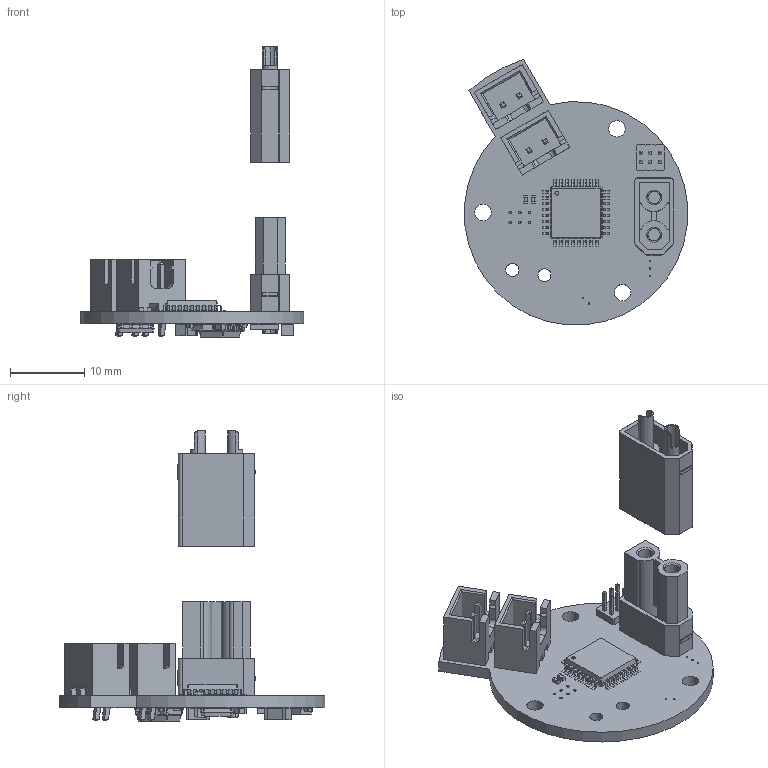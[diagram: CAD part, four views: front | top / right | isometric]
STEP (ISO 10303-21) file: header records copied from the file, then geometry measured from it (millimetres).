
FILE_DESCRIPTION(('KiCad electronic assembly'),'2;1');
FILE_NAME('PowerServo AE 36V 3.6A 30D CAN - CAD.step', '2024-10-13T15:23:46',('Pcbnew'),('Kicad'), 'Open CASCADE STEP processor 7.7','KiCad to STEP converter','Unknown' );
FILE_SCHEMA(('AUTOMOTIVE_DESIGN { 1 0 10303 214 1 1 1 1 }'));
Length unit declared in the file: millimetre
Products named in the file (31): PowerServo AE 36V 3.6A 30D CAN - CAD 1; C_0402_1005Metric; LQFP-32_7x7mm_P0.8mm; LQFP_32_7x7mm_P08mm; JST_XH_B2B-XH-A_1x02_P2.50mm_Vertical; JST_B2B_XH_A; XT30; XT30_Stecker; XT30_Buchse; PinHeader_2x03_P1.27mm_Vertical; PinHeader_2x03_P127mm_Vertical; C_1206_3216Metric; Texas_HTSOP-8-1EP_3.9x4.9mm_P1.27mm_EP2.85x4.9mm_Mask2.4x3.1mm_
ThermalVias; Texas_HTSOP_8_1EP_39x49mm_P127mm_EP285x49mm_Mask24x31mm_ThermalVias; WSON-6-1EP_2x2mm_P0.65mm_EP1x1.6mm; WSON_6_1EP_2x2mm_P065mm_EP1x16mm; SOIC-8_3.9x4.9mm_P1.27mm; SOIC_8_39x49mm_P127mm; QFN-16_MA730_MNP; part; R_0402_1005Metric; C_0603_1608Metric; R_0603_1608Metric; Texas_SIL0010A_MicroSiP-10-1EP_3.8x3mm_P0.6mm_EP0.7x2.9mm; Texas_SIL0010A_MicroSiP_10_1EP_38x3mm_P06mm_EP07x29mm; PowerServo AE 36V 3.6A 30D_PCB
Assembly tree (37 placements, depth 3):
  PowerServo AE 36V 3.6A 30D CAN - CAD 1
    C_0402_1005Metric  x6
      C_0402_1005Metric
    LQFP-32_7x7mm_P0.8mm
      LQFP_32_7x7mm_P08mm
    JST_XH_B2B-XH-A_1x02_P2.50mm_Vertical  x2
      JST_B2B_XH_A
    XT30
      XT30_Stecker
      XT30_Buchse
    PinHeader_2x03_P1.27mm_Vertical
      PinHeader_2x03_P127mm_Vertical
    C_1206_3216Metric  x2
      C_1206_3216Metric
    Texas_HTSOP-8-1EP_3.9x4.9mm_P1.27mm_EP2.85x4.9mm_Mask2.4x3.1mm_
ThermalVias
      Texas_HTSOP_8_1EP_39x49mm_P127mm_EP285x49mm_Mask24x31mm_ThermalVias
    WSON-6-1EP_2x2mm_P0.65mm_EP1x1.6mm
      WSON_6_1EP_2x2mm_P065mm_EP1x16mm
    SOIC-8_3.9x4.9mm_P1.27mm
      SOIC_8_39x49mm_P127mm
    QFN-16_MA730_MNP
      part
    R_0402_1005Metric
      R_0402_1005Metric
    C_0603_1608Metric
      C_0603_1608Metric
    R_0603_1608Metric
      R_0603_1608Metric
    Texas_SIL0010A_MicroSiP-10-1EP_3.8x3mm_P0.6mm_EP0.7x2.9mm
      Texas_SIL0010A_MicroSiP_10_1EP_38x3mm_P06mm_EP07x29mm
    PowerServo AE 36V 3.6A 30D_PCB
Bounding box: 29.94 x 35.66 x 38.95 mm (x, y, z)
Volume: 2266.5 mm3; surface area: 4896.9 mm2
Topology: 41 solids, 41 shells, 2022 faces, 5187 edges, 3276 vertices
Faces by surface type: plane 1334, cylinder 514, bspline 128, sphere 28, torus 10, revolution 4, cone 4
Full cylindrical faces by diameter (mm): 0.155 x1, 0.2 x7, 0.25 x1, 0.33 x6, 0.5 x1, 0.6 x1, 0.65 x6, 1 x4, 1.75 x2, 1.8 x2, 2.2 x3
Entity records: 65727 total; most frequent: CARTESIAN_POINT 12432, ORIENTED_EDGE 8960, DIRECTION 8565, EDGE_CURVE 4480, LINE 3459, VECTOR 3459, VERTEX_POINT 2832, AXIS2_PLACEMENT_3D 2551
